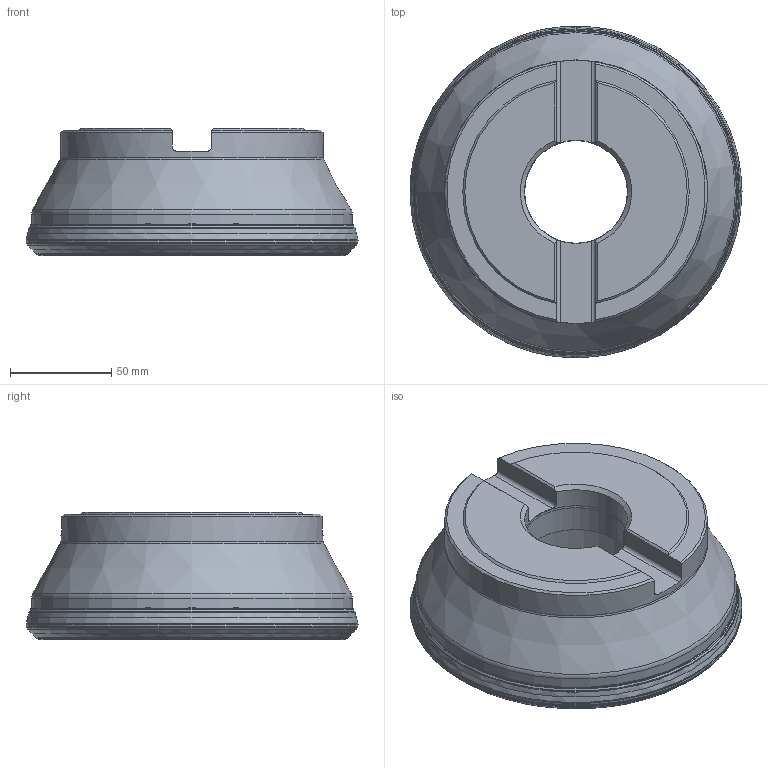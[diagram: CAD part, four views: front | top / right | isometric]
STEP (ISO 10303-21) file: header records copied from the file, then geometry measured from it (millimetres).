
FILE_DESCRIPTION(/* description */ (''),/* implementation_level */ '2;1');
FILE_NAME(/* name */ '600B12R_IS45HN09CF_115010838ndi000_00_SIM.stp',/* time_stamp */ '2020-01-15T12:44:35+01:00',/* author */ (''),/* organization */ (''),/* preprocessor_version */ 'ST-DEVELOPER v16.7',/* originating_system */ 'SIEMENS PLM Software NX 12.0',/* authorisation */ '');
FILE_SCHEMA (('AUTOMOTIVE_DESIGN { 1 0 10303 214 3 1 1 1 }'));
Length unit declared in the file: millimetre
Products named in the file (1): hc7206989FFA505a
Bounding box: 164.14 x 164.14 x 63 mm (x, y, z)
Volume: 835416 mm3; surface area: 96514 mm2
Topology: 2 solids, 2 shells, 131 faces, 301 edges, 172 vertices
Faces by surface type: revolution 78, plane 16, cylinder 13, cone 12, torus 12
Full cylindrical faces by diameter (mm): 50.809 x1, 51 x1, 88 x1, 130 x1, 158.703 x1
Entity records: 3775 total; most frequent: CARTESIAN_POINT 1330, DIRECTION 438, ORIENTED_EDGE 372, EDGE_LOOP 230, FACE_BOUND 198, EDGE_CURVE 186, AXIS2_PLACEMENT_3D 164, VERTEX_POINT 154
